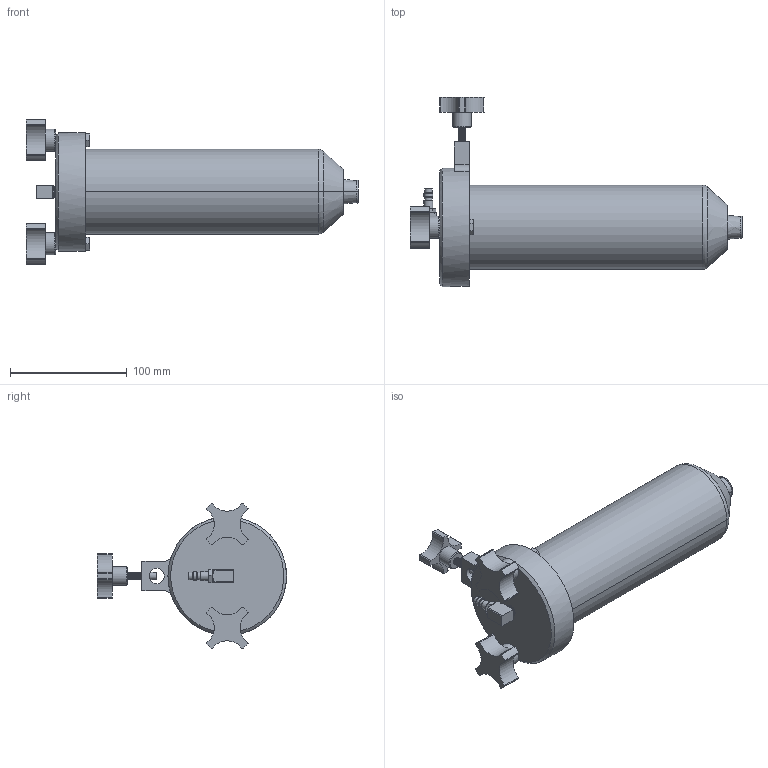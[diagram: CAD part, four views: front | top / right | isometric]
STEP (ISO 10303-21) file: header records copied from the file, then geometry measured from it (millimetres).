
FILE_DESCRIPTION (( 'STEP AP203' ), '1' );
FILE_NAME ('T15223.STEP', '2019-07-02T18:05:59', ( '' ), ( '' ), 'SwSTEP 2.0', 'SolidWorks 2017', '' );
FILE_SCHEMA (( 'CONFIG_CONTROL_DESIGN' ));
Length unit declared in the file: inch
Products named in the file (1): T15223
Bounding box: 284.55 x 162.05 x 124.48 mm (x, y, z)
Volume: 1145308.8 mm3; surface area: 89768.3 mm2
Topology: 1 solids, 27 shells, 506 faces, 1260 edges, 786 vertices
Faces by surface type: cone 226, cylinder 173, plane 98, torus 5, bspline 4
Full cylindrical faces by diameter (mm): 4.636 x1, 5.387 x25, 6.35 x28, 6.414 x2, 7.874 x2, 10.287 x1, 13.081 x1, 15.875 x1, 19.05 x2, 101.6 x1
Entity records: 19420 total; most frequent: CARTESIAN_POINT 9242, ORIENTED_EDGE 2050, DIRECTION 1934, EDGE_CURVE 1025, AXIS2_PLACEMENT_3D 882, VERTEX_POINT 683, EDGE_LOOP 658, FACE_OUTER_BOUND 573
